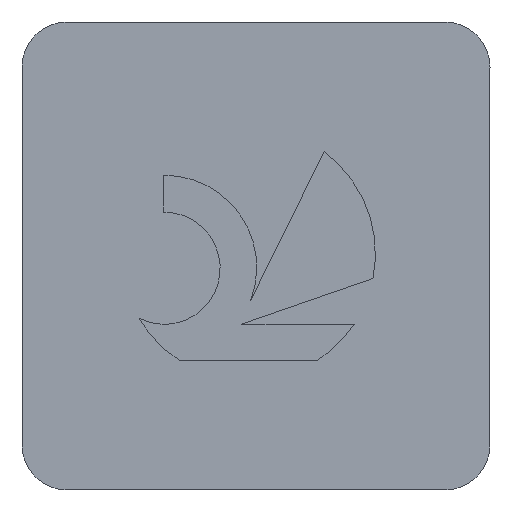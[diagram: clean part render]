
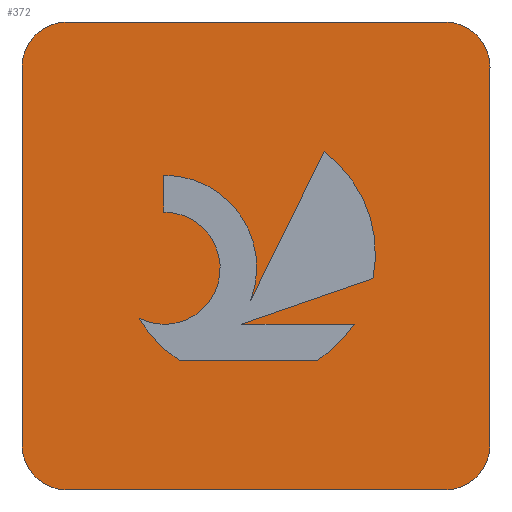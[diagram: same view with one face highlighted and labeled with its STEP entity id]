
A CAD part, top view. The second image highlights one B-rep face of the part: STEP entity #372.
In plain terms, the highlighted planar face has unit normal (0, 0, 1).
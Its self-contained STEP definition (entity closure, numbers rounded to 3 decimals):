
#144=VERTEX_POINT('',#396);
#152=EDGE_CURVE('',#234,#170,#406,.T.);
#156=EDGE_CURVE('',#374,#262,#410,.T.);
#158=VERTEX_POINT('',#412);
#170=VERTEX_POINT('',#425);
#178=EDGE_CURVE('',#144,#344,#433,.T.);
#180=EDGE_CURVE('',#158,#358,#435,.T.);
#182=VERTEX_POINT('',#437);
#196=EDGE_CURVE('',#182,#350,#452,.T.);
#202=VERTEX_POINT('',#459);
#222=EDGE_CURVE('',#230,#234,#481,.T.);
#226=EDGE_CURVE('',#350,#342,#486,.T.);
#230=VERTEX_POINT('',#490);
#234=VERTEX_POINT('',#494);
#238=EDGE_CURVE('',#330,#202,#498,.T.);
#244=VERTEX_POINT('',#505);
#248=EDGE_CURVE('',#202,#158,#509,.T.);
#250=EDGE_CURVE('',#270,#244,#511,.T.);
#252=EDGE_CURVE('',#344,#360,#513,.T.);
#256=EDGE_CURVE('',#282,#230,#517,.T.);
#262=VERTEX_POINT('',#525);
#270=VERTEX_POINT('',#533);
#282=VERTEX_POINT('',#547);
#286=EDGE_CURVE('',#338,#144,#552,.T.);
#292=EDGE_CURVE('',#342,#374,#558,.T.);
#294=EDGE_CURVE('',#358,#338,#560,.T.);
#308=EDGE_CURVE('',#360,#330,#575,.T.);
#322=EDGE_CURVE('',#262,#270,#590,.T.);
#330=VERTEX_POINT('',#600);
#338=VERTEX_POINT('',#608);
#340=EDGE_CURVE('',#244,#282,#610,.T.);
#342=VERTEX_POINT('',#612);
#344=VERTEX_POINT('',#614);
#350=VERTEX_POINT('',#622);
#358=VERTEX_POINT('',#630);
#360=VERTEX_POINT('',#632);
#372=ADVANCED_FACE('',(#645,#646),#647,.T.);
#374=VERTEX_POINT('',#649);
#376=EDGE_CURVE('',#170,#182,#651,.T.);
#396=CARTESIAN_POINT('',(6.2,5.6,0.0));
#406=CIRCLE('',#676,1.683);
#410=LINE('',#681,#682);
#412=CARTESIAN_POINT('',(0.6,0.0,0.0));
#425=CARTESIAN_POINT('',(1.55,2.274,0.0));
#433=CIRCLE('',#716,0.6);
#435=LINE('',#719,#720);
#437=CARTESIAN_POINT('',(2.215,3.603,0.0));
#452=CIRCLE('',#744,0.743);
#459=CARTESIAN_POINT('',(0.0,0.6,0.0));
#481=LINE('',#786,#787);
#486=LINE('',#793,#794);
#490=CARTESIAN_POINT('',(3.917,1.718,0.0));
#494=CARTESIAN_POINT('',(2.082,1.718,0.0));
#498=LINE('',#811,#812);
#505=CARTESIAN_POINT('',(2.914,2.197,0.0));
#509=CIRCLE('',#826,0.6);
#511=LINE('',#829,#830);
#513=LINE('',#833,#834);
#517=CIRCLE('',#841,1.683);
#525=CARTESIAN_POINT('',(4.001,4.482,0.0));
#533=CARTESIAN_POINT('',(4.65,2.8,0.0));
#547=CARTESIAN_POINT('',(4.401,2.197,0.0));
#552=LINE('',#885,#886);
#558=CIRCLE('',#896,1.223);
#560=CIRCLE('',#899,0.6);
#575=CIRCLE('',#921,0.6);
#590=CIRCLE('',#941,1.683);
#600=CARTESIAN_POINT('',(0.,5.6,0.0));
#608=CARTESIAN_POINT('',(6.2,0.6,0.0));
#610=LINE('',#965,#966);
#612=CARTESIAN_POINT('',(1.878,4.17,0.0));
#614=CARTESIAN_POINT('',(5.6,6.2,0.0));
#622=CARTESIAN_POINT('',(1.878,3.681,0.0));
#630=CARTESIAN_POINT('',(5.6,0.0,0.0));
#632=CARTESIAN_POINT('',(0.6,6.2,0.0));
#645=FACE_BOUND('',#1002,.T.);
#646=FACE_OUTER_BOUND('',#1003,.T.);
#647=PLANE('',#1004);
#649=CARTESIAN_POINT('',(3.028,2.508,0.0));
#651=CIRCLE('',#1009,0.743);
#676=AXIS2_PLACEMENT_3D('',#1029,#1030,#1031);
#681=CARTESIAN_POINT('',(3.639,3.747,0.0));
#682=VECTOR('',#1032,1.0);
#716=AXIS2_PLACEMENT_3D('',#1046,#1047,#1048);
#719=CARTESIAN_POINT('',(0.6,0.0,0.0));
#720=VECTOR('',#1049,1.0);
#744=AXIS2_PLACEMENT_3D('',#1061,#1062,#1063);
#786=CARTESIAN_POINT('',(2.591,1.718,0.0));
#787=VECTOR('',#1099,1.0);
#793=CARTESIAN_POINT('',(1.878,3.635,0.0));
#794=VECTOR('',#1108,1.0);
#811=CARTESIAN_POINT('',(0.0,5.6,0.0));
#812=VECTOR('',#1111,1.0);
#826=AXIS2_PLACEMENT_3D('',#1128,#1129,#1130);
#829=CARTESIAN_POINT('',(3.137,2.275,0.0));
#830=VECTOR('',#1131,1.0);
#833=CARTESIAN_POINT('',(5.6,6.2,0.0));
#834=VECTOR('',#1132,1.0);
#841=AXIS2_PLACEMENT_3D('',#1134,#1135,#1136);
#885=CARTESIAN_POINT('',(6.2,0.6,0.0));
#886=VECTOR('',#1190,1.0);
#896=AXIS2_PLACEMENT_3D('',#1195,#1196,#1197);
#899=AXIS2_PLACEMENT_3D('',#1198,#1199,#1200);
#921=AXIS2_PLACEMENT_3D('',#1217,#1218,#1219);
#941=AXIS2_PLACEMENT_3D('',#1230,#1231,#1232);
#965=CARTESIAN_POINT('',(3.75,2.197,0.0));
#966=VECTOR('',#1253,1.0);
#1002=EDGE_LOOP('',(#1286,#1287,#1288,#1289,#1290,#1291,#1292,#1293,#1294,#1295,#1296));
#1003=EDGE_LOOP('',(#1297,#1298,#1299,#1300,#1301,#1302,#1303,#1304));
#1004=AXIS2_PLACEMENT_3D('',#1305,#1306,#1307);
#1009=AXIS2_PLACEMENT_3D('',#1308,#1309,#1310);
#1029=CARTESIAN_POINT('',(2.999,3.129,0.0));
#1030=DIRECTION('',(-0.0,0.0,-1.0));
#1031=DIRECTION('',(-0.861,-0.508,0.0));
#1032=DIRECTION('',(0.442,0.897,-0.0));
#1046=CARTESIAN_POINT('',(5.6,5.6,0.0));
#1047=DIRECTION('',(0.0,-0.0,1.0));
#1048=DIRECTION('',(1.0,0.,0.0));
#1049=DIRECTION('',(1.0,0.0,0.0));
#1061=CARTESIAN_POINT('',(1.882,2.938,0.0));
#1062=DIRECTION('',(0.0,0.0,1.0));
#1063=DIRECTION('',(-0.447,-0.894,0.0));
#1099=DIRECTION('',(-1.0,0.0,0.0));
#1108=DIRECTION('',(0.0,1.0,0.0));
#1111=DIRECTION('',(0.0,-1.0,0.0));
#1128=CARTESIAN_POINT('',(0.6,0.6,0.0));
#1129=DIRECTION('',(0.0,0.0,1.0));
#1130=DIRECTION('',(-1.0,0.,0.0));
#1131=DIRECTION('',(-0.945,-0.328,0.0));
#1132=DIRECTION('',(-1.0,0.0,0.0));
#1134=CARTESIAN_POINT('',(2.999,3.129,0.0));
#1135=DIRECTION('',(0.0,-0.0,-1.0));
#1136=DIRECTION('',(0.545,-0.838,0.0));
#1190=DIRECTION('',(0.0,1.0,0.0));
#1195=CARTESIAN_POINT('',(1.887,2.947,0.0));
#1196=DIRECTION('',(0.0,-0.0,-1.0));
#1197=DIRECTION('',(0.933,-0.359,0.0));
#1198=CARTESIAN_POINT('',(5.6,0.6,0.0));
#1199=DIRECTION('',(0.0,0.0,1.0));
#1200=DIRECTION('',(0.,-1.0,0.0));
#1217=CARTESIAN_POINT('',(0.6,5.6,0.0));
#1218=DIRECTION('',(0.0,0.0,1.0));
#1219=DIRECTION('',(0.,1.0,0.0));
#1230=CARTESIAN_POINT('',(2.999,3.129,0.0));
#1231=DIRECTION('',(0.0,-0.0,-1.0));
#1232=DIRECTION('',(0.981,-0.196,0.0));
#1253=DIRECTION('',(1.0,0.0,0.0));
#1286=ORIENTED_EDGE('',*,*,#226,.T.);
#1287=ORIENTED_EDGE('',*,*,#292,.T.);
#1288=ORIENTED_EDGE('',*,*,#156,.T.);
#1289=ORIENTED_EDGE('',*,*,#322,.T.);
#1290=ORIENTED_EDGE('',*,*,#250,.T.);
#1291=ORIENTED_EDGE('',*,*,#340,.T.);
#1292=ORIENTED_EDGE('',*,*,#256,.T.);
#1293=ORIENTED_EDGE('',*,*,#222,.T.);
#1294=ORIENTED_EDGE('',*,*,#152,.T.);
#1295=ORIENTED_EDGE('',*,*,#376,.T.);
#1296=ORIENTED_EDGE('',*,*,#196,.T.);
#1297=ORIENTED_EDGE('',*,*,#180,.T.);
#1298=ORIENTED_EDGE('',*,*,#294,.T.);
#1299=ORIENTED_EDGE('',*,*,#286,.T.);
#1300=ORIENTED_EDGE('',*,*,#178,.T.);
#1301=ORIENTED_EDGE('',*,*,#252,.T.);
#1302=ORIENTED_EDGE('',*,*,#308,.T.);
#1303=ORIENTED_EDGE('',*,*,#238,.T.);
#1304=ORIENTED_EDGE('',*,*,#248,.T.);
#1305=CARTESIAN_POINT('',(3.1,3.1,0.0));
#1306=DIRECTION('',(0.0,0.0,1.0));
#1307=DIRECTION('',(1.0,0.0,0.0));
#1308=CARTESIAN_POINT('',(1.882,2.938,0.0));
#1309=DIRECTION('',(0.0,0.0,1.0));
#1310=DIRECTION('',(-0.447,-0.894,0.0));
